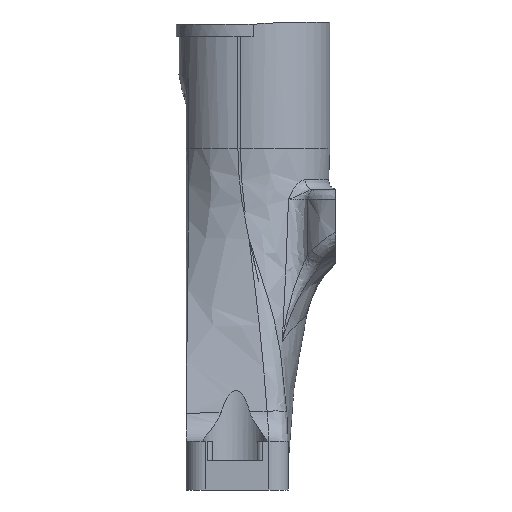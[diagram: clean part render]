
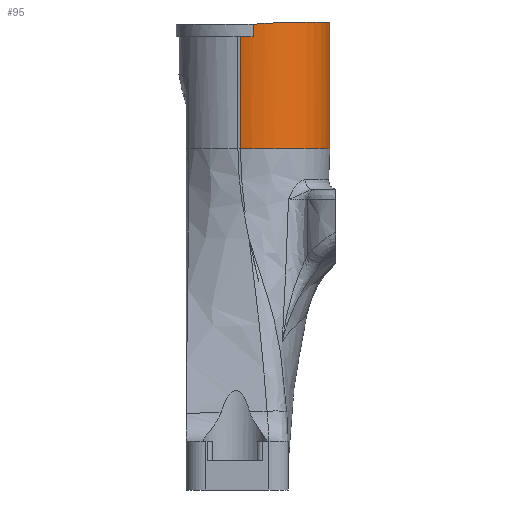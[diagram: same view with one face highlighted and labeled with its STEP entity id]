
A CAD part, left-side view. The second image highlights one B-rep face of the part: STEP entity #95.
In plain terms, the highlighted cylindrical face has radius 7.25 mm (diameter 14.5 mm), a partial arc.
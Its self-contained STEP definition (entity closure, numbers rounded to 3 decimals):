
#22 = CARTESIAN_POINT ( 'NONE',  ( -0.303, -9.25, 35. ) ) ;
#51 = CARTESIAN_POINT ( 'NONE',  ( -6.528, -4.575, 47.951 ) ) ;
#95 = ADVANCED_FACE ( 'NONE', ( #4995 ), #3050, .T. ) ;
#423 = B_SPLINE_CURVE_WITH_KNOTS ( 'NONE', 3,
 ( #3554, #2967, #4638, #2337, #4600, #4034, #707, #1825, #51, #1784, #3006, #5805, #5696, #1716, #6784, #4527, #638, #6275, #5727 ),
 .UNSPECIFIED., .F., .F.,
 ( 4, 2, 2, 2, 1, 1, 1, 2, 2, 2, 4 ),
 ( 0., 0.25, 0.375, 0.438, 0.469, 0.484, 0.492, 0.496, 0.5, 0.75, 1. ),
 .UNSPECIFIED. ) ;
#480 = DIRECTION ( 'NONE',  ( 0., -1., 0. ) ) ;
#529 = CARTESIAN_POINT ( 'NONE',  ( -6.882, -0.594, 35. ) ) ;
#570 = CARTESIAN_POINT ( 'NONE',  ( -6.46, -4.907, 35. ) ) ;
#586 = CARTESIAN_POINT ( 'NONE',  ( 0.25, -2., 48. ) ) ;
#608 = ORIENTED_EDGE ( 'NONE', *, *, #2662, .T. ) ;
#638 = CARTESIAN_POINT ( 'NONE',  ( -5.201, -6.815, 47.998 ) ) ;
#707 = CARTESIAN_POINT ( 'NONE',  ( -6.63, -4.289, 47.941 ) ) ;
#983 = CIRCLE ( 'NONE', #1231, 7.25 ) ;
#1105 = EDGE_CURVE ( 'NONE', #5092, #2409, #4536, .T. ) ;
#1126 = ORIENTED_EDGE ( 'NONE', *, *, #7241, .F. ) ;
#1189 = CARTESIAN_POINT ( 'NONE',  ( -6.741, -0.08, 35. ) ) ;
#1231 = AXIS2_PLACEMENT_3D ( 'NONE', #1457, #3701, #5949 ) ;
#1273 = EDGE_CURVE ( 'NONE', #5092, #5045, #5300, .T. ) ;
#1457 = CARTESIAN_POINT ( 'NONE',  ( 0.25, -2., 46.5 ) ) ;
#1551 = AXIS2_PLACEMENT_3D ( 'NONE', #2531, #4788, #480 ) ;
#1583 = CARTESIAN_POINT ( 'NONE',  ( -6.741, -0.08, 35. ) ) ;
#1596 = DIRECTION ( 'NONE',  ( 1., 0., 0. ) ) ;
#1610 = DIRECTION ( 'NONE',  ( 0., 0., -1. ) ) ;
#1716 = CARTESIAN_POINT ( 'NONE',  ( -6.445, -4.782, 47.958 ) ) ;
#1784 = CARTESIAN_POINT ( 'NONE',  ( -6.485, -4.684, 47.954 ) ) ;
#1825 = CARTESIAN_POINT ( 'NONE',  ( -6.563, -4.481, 47.948 ) ) ;
#1900 = LINE ( 'NONE', #5229, #3310 ) ;
#1938 = DIRECTION ( 'NONE',  ( 0., 0., 1. ) ) ;
#2231 = CARTESIAN_POINT ( 'NONE',  ( 0.25, -9.25, 35. ) ) ;
#2232 = EDGE_LOOP ( 'NONE', ( #5248, #3344, #2386, #1126, #4102, #6582, #608 ) ) ;
#2337 = CARTESIAN_POINT ( 'NONE',  ( -6.853, -3.479, 47.906 ) ) ;
#2386 = ORIENTED_EDGE ( 'NONE', *, *, #4616, .F. ) ;
#2409 = VERTEX_POINT ( 'NONE', #1583 ) ;
#2531 = CARTESIAN_POINT ( 'NONE',  ( 0.25, -2., 10. ) ) ;
#2662 = EDGE_CURVE ( 'NONE', #3228, #2409, #7150, .T. ) ;
#2781 = CARTESIAN_POINT ( 'NONE',  ( -1.41, -9.121, 35. ) ) ;
#2967 = CARTESIAN_POINT ( 'NONE',  ( -7.027, -2.003, 47.819 ) ) ;
#2971 = VECTOR ( 'NONE', #1610, 1000. ) ;
#3006 = CARTESIAN_POINT ( 'NONE',  ( -6.463, -4.738, 47.956 ) ) ;
#3050 = CYLINDRICAL_SURFACE ( 'NONE', #1551, 7.25 ) ;
#3228 = VERTEX_POINT ( 'NONE', #6089 ) ;
#3271 = DIRECTION ( 'NONE',  ( 0., 0., 1. ) ) ;
#3310 = VECTOR ( 'NONE', #6279, 1000. ) ;
#3333 = CARTESIAN_POINT ( 'NONE',  ( -2.996, -8.56, 35. ) ) ;
#3344 = ORIENTED_EDGE ( 'NONE', *, *, #1273, .T. ) ;
#3372 = CARTESIAN_POINT ( 'NONE',  ( -7.054, -1.678, 35. ) ) ;
#3377 = EDGE_CURVE ( 'NONE', #7059, #5998, #1900, .T. ) ;
#3554 = CARTESIAN_POINT ( 'NONE',  ( -6.973, -1.375, 47.766 ) ) ;
#3612 = EDGE_CURVE ( 'NONE', #7059, #3228, #983, .T. ) ;
#3701 = DIRECTION ( 'NONE',  ( 0., 0., -1. ) ) ;
#3809 = CARTESIAN_POINT ( 'NONE',  ( -6.741, -0.08, 10. ) ) ;
#3905 = AXIS2_PLACEMENT_3D ( 'NONE', #586, #3271, #1596 ) ;
#4005 = CARTESIAN_POINT ( 'NONE',  ( -5.627, -6.355, 35. ) ) ;
#4034 = CARTESIAN_POINT ( 'NONE',  ( -6.673, -4.158, 47.936 ) ) ;
#4102 = ORIENTED_EDGE ( 'NONE', *, *, #3377, .F. ) ;
#4527 = CARTESIAN_POINT ( 'NONE',  ( -5.901, -5.881, 47.986 ) ) ;
#4536 = B_SPLINE_CURVE_WITH_KNOTS ( 'NONE', 3,
 ( #2231, #22, #2781, #3333, #5592, #4005, #570, #6717, #3372, #529, #1189 ),
 .UNSPECIFIED., .F., .F.,
 ( 4, 1, 1, 1, 1, 1, 1, 1, 4 ),
 ( 0., 0.126, 0.252, 0.379, 0.505, 0.631, 0.757, 0.884, 1. ),
 .UNSPECIFIED. ) ;
#4600 = CARTESIAN_POINT ( 'NONE',  ( -6.789, -3.757, 47.919 ) ) ;
#4616 = EDGE_CURVE ( 'NONE', #5524, #5045, #4752, .T. ) ;
#4638 = CARTESIAN_POINT ( 'NONE',  ( -6.997, -2.616, 47.86 ) ) ;
#4752 = CIRCLE ( 'NONE', #3905, 7.25 ) ;
#4788 = DIRECTION ( 'NONE',  ( 0., 0., 1. ) ) ;
#4995 = FACE_OUTER_BOUND ( 'NONE', #2232, .T. ) ;
#5045 = VERTEX_POINT ( 'NONE', #5395 ) ;
#5092 = VERTEX_POINT ( 'NONE', #6997 ) ;
#5124 = CARTESIAN_POINT ( 'NONE',  ( -6.973, -1.375, 46.5 ) ) ;
#5211 = VECTOR ( 'NONE', #1938, 1000. ) ;
#5229 = CARTESIAN_POINT ( 'NONE',  ( -6.973, -1.375, 10. ) ) ;
#5248 = ORIENTED_EDGE ( 'NONE', *, *, #1105, .F. ) ;
#5300 = LINE ( 'NONE', #5736, #5211 ) ;
#5395 = CARTESIAN_POINT ( 'NONE',  ( 0.25, -9.25, 48. ) ) ;
#5524 = VERTEX_POINT ( 'NONE', #6646 ) ;
#5592 = CARTESIAN_POINT ( 'NONE',  ( -4.463, -7.6, 35. ) ) ;
#5696 = CARTESIAN_POINT ( 'NONE',  ( -6.448, -4.776, 47.957 ) ) ;
#5727 = CARTESIAN_POINT ( 'NONE',  ( -4.385, -7.575, 48. ) ) ;
#5736 = CARTESIAN_POINT ( 'NONE',  ( 0.25, -9.25, 10. ) ) ;
#5805 = CARTESIAN_POINT ( 'NONE',  ( -6.454, -4.761, 47.957 ) ) ;
#5949 = DIRECTION ( 'NONE',  ( 1., 0., 0. ) ) ;
#5998 = VERTEX_POINT ( 'NONE', #6769 ) ;
#6089 = CARTESIAN_POINT ( 'NONE',  ( -6.741, -0.08, 46.5 ) ) ;
#6275 = CARTESIAN_POINT ( 'NONE',  ( -4.805, -7.226, 48. ) ) ;
#6279 = DIRECTION ( 'NONE',  ( 0., 0., 1. ) ) ;
#6582 = ORIENTED_EDGE ( 'NONE', *, *, #3612, .T. ) ;
#6646 = CARTESIAN_POINT ( 'NONE',  ( -4.385, -7.575, 48. ) ) ;
#6717 = CARTESIAN_POINT ( 'NONE',  ( -6.945, -3.31, 35. ) ) ;
#6769 = CARTESIAN_POINT ( 'NONE',  ( -6.973, -1.375, 47.766 ) ) ;
#6784 = CARTESIAN_POINT ( 'NONE',  ( -6.205, -5.358, 47.976 ) ) ;
#6997 = CARTESIAN_POINT ( 'NONE',  ( 0.25, -9.25, 35. ) ) ;
#7059 = VERTEX_POINT ( 'NONE', #5124 ) ;
#7150 = LINE ( 'NONE', #3809, #2971 ) ;
#7241 = EDGE_CURVE ( 'NONE', #5998, #5524, #423, .T. ) ;
